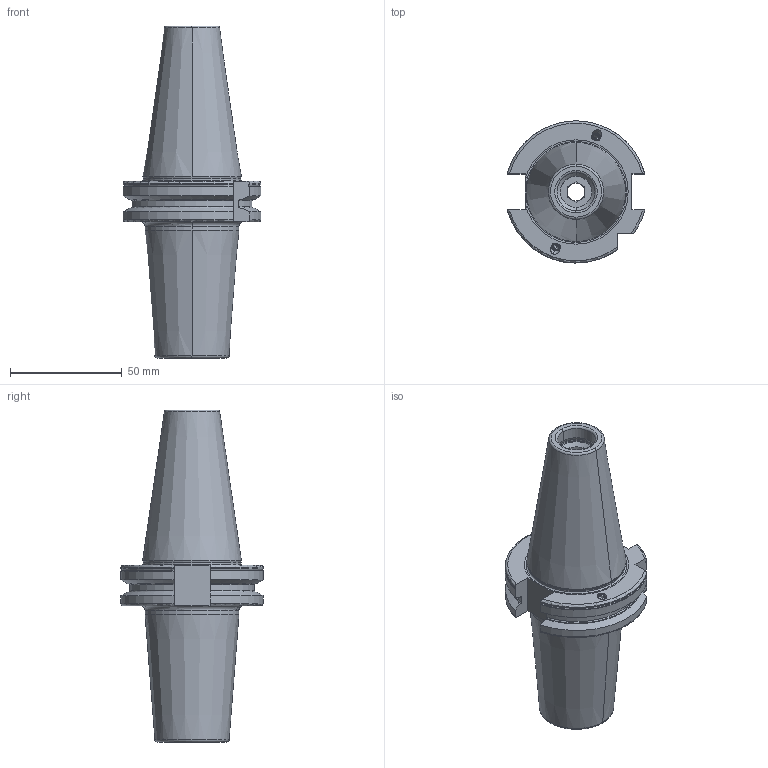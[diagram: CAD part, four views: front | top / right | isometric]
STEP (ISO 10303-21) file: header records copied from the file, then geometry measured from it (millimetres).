
FILE_DESCRIPTION((''),'2;1');
FILE_NAME('DC_403_70_20','2020-11-25T',('104091'),(''),'CREO PARAMETRIC BY PTC INC, 2016260','CREO PARAMETRIC BY PTC INC, 2016260','');
FILE_SCHEMA(('CONFIG_CONTROL_DESIGN'));
Length unit declared in the file: millimetre
Products named in the file (1): DC_403_70_20
Bounding box: 61.48 x 63.54 x 148.4 mm (x, y, z)
Volume: 154065.1 mm3; surface area: 31603.2 mm2
Topology: 1 solids, 1 shells, 202 faces, 493 edges, 297 vertices
Faces by surface type: cone 60, plane 53, cylinder 52, torus 37
Entity records: 6476 total; most frequent: CARTESIAN_POINT 1738, DIRECTION 1003, ORIENTED_EDGE 974, EDGE_CURVE 487, AXIS2_PLACEMENT_3D 399, VERTEX_POINT 297, EDGE_LOOP 218, VECTOR 205
